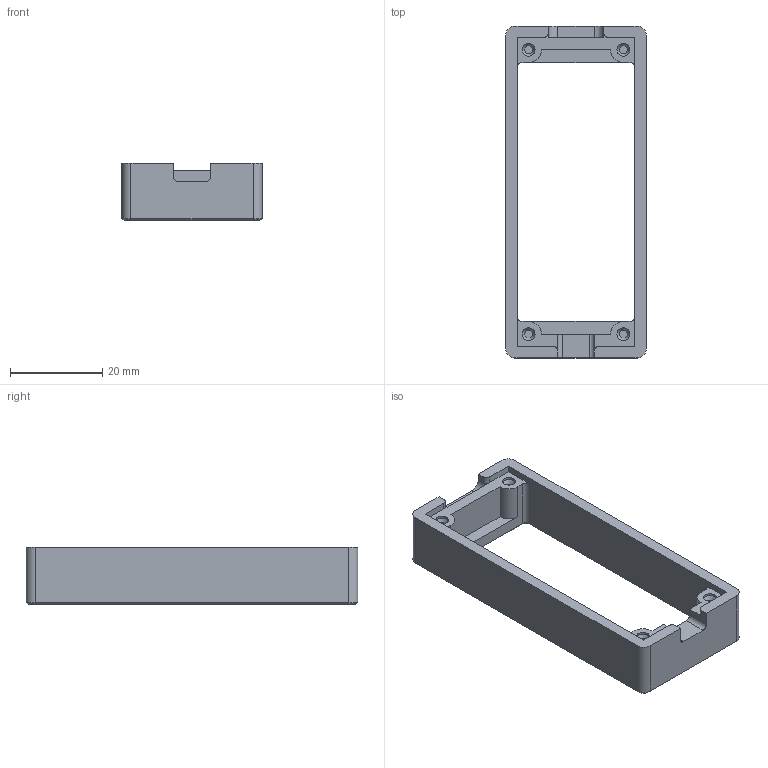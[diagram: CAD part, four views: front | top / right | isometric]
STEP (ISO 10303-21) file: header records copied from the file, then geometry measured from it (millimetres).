
FILE_DESCRIPTION(/* description */ ('STEP AP242','CAx-IF Rec.Pracs.---Representation and Presentation of Product Manufacturing Information (PMI)---4.0---2014-10-13','CAx-IF Rec.Pracs.---3D Tessellated Geometry---0.4---2014-09-14','2;1'),/* implementation_level */ '2;1');
FILE_NAME(/* name */ '659989fd389d1a73dc666388',/* time_stamp */ '2024-01-06T17:12:30Z',/* author */ (''),/* organization */ (''),/* preprocessor_version */ 'ST-DEVELOPER v19.4',/* originating_system */ ' ',/* authorisation */ ' ');
FILE_SCHEMA (('AP242_MANAGED_MODEL_BASED_3D_ENGINEERING_MIM_LF { 1 0 10303 442 1 1 4 }'));
Length unit declared in the file: metre
Products named in the file (1): pcb_base_openrb-150
Bounding box: 30.4 x 71.8 x 12.5 mm (x, y, z)
Volume: 7954.2 mm3; surface area: 6187.9 mm2
Topology: 1 solids, 1 shells, 81 faces, 206 edges, 130 vertices
Faces by surface type: plane 41, cylinder 28, cone 12
Full cylindrical faces by diameter (mm): 1.8 x4, 2.8 x4
Entity records: 2358 total; most frequent: DIRECTION 418, CARTESIAN_POINT 398, ORIENTED_EDGE 380, EDGE_CURVE 190, AXIS2_PLACEMENT_3D 146, LINE 126, VECTOR 126, VERTEX_POINT 126
